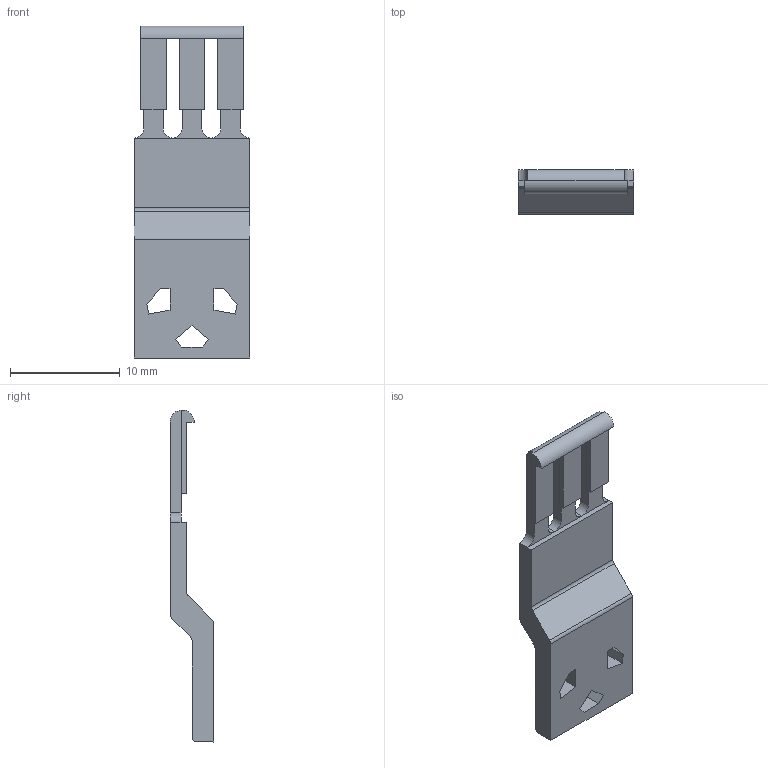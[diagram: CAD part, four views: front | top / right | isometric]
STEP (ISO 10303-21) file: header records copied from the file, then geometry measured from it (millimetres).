
FILE_DESCRIPTION(('CATIA V5 STEP Exchange','CAx-IF Rec.Pracs.--- Model Styling and Organization---1.2---2011-12-15'),'2;1');
FILE_NAME ('D1453843_0_1629680000_1629680000.stp','2018-09-18T14:15:25+00:00',('none'),('Weidmueller'),'CATIA Version 5-6 Release 2014','CATIA V5 STEP AP214','none');
FILE_SCHEMA(('AUTOMOTIVE_DESIGN { 1 0 10303 214 1 1 1 1 }'));
Length unit declared in the file: millimetre
Products named in the file (1): 1629680000
Bounding box: 10.5 x 4 x 30.2 mm (x, y, z)
Volume: 484.4 mm3; surface area: 814.6 mm2
Topology: 1 solids, 1 shells, 66 faces, 186 edges, 118 vertices
Faces by surface type: plane 53, cylinder 13
Entity records: 2053 total; most frequent: ORIENTED_EDGE 372, CARTESIAN_POINT 360, DIRECTION 296, EDGE_CURVE 186, VECTOR 160, LINE 160, VERTEX_POINT 118, AXIS2_PLACEMENT_3D 82
